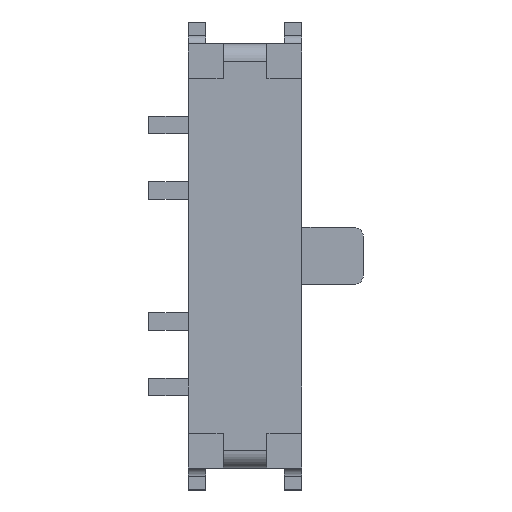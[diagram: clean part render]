
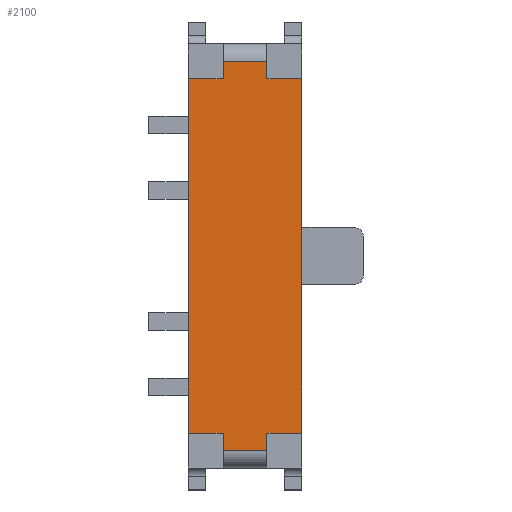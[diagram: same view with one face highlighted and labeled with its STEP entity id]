
A CAD part, top view. The second image highlights one B-rep face of the part: STEP entity #2100.
In plain terms, the highlighted planar face has unit normal (0, 0, 1).
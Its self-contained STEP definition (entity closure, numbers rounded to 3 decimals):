
#154=FACE_OUTER_BOUND('',#273,.T.);
#273=EDGE_LOOP('',(#1674,#1675,#1676,#1677,#1678,#1679,#1680,#1681,#1682,
#1683,#1684,#1685));
#476=LINE('',#3290,#735);
#477=LINE('',#3296,#736);
#502=LINE('',#3355,#761);
#505=LINE('',#3361,#764);
#506=LINE('',#3362,#765);
#507=LINE('',#3364,#766);
#508=LINE('',#3365,#767);
#509=LINE('',#3367,#768);
#510=LINE('',#3369,#769);
#511=LINE('',#3371,#770);
#512=LINE('',#3373,#771);
#513=LINE('',#3374,#772);
#735=VECTOR('',#2664,10.);
#736=VECTOR('',#2671,10.);
#761=VECTOR('',#2730,10.);
#764=VECTOR('',#2737,10.);
#765=VECTOR('',#2738,10.);
#766=VECTOR('',#2739,10.);
#767=VECTOR('',#2740,10.);
#768=VECTOR('',#2741,10.);
#769=VECTOR('',#2742,10.);
#770=VECTOR('',#2743,10.);
#771=VECTOR('',#2744,10.);
#772=VECTOR('',#2745,10.);
#969=VERTEX_POINT('',#3286);
#970=VERTEX_POINT('',#3288);
#971=VERTEX_POINT('',#3292);
#972=VERTEX_POINT('',#3294);
#988=VERTEX_POINT('',#3352);
#989=VERTEX_POINT('',#3354);
#990=VERTEX_POINT('',#3360);
#991=VERTEX_POINT('',#3363);
#992=VERTEX_POINT('',#3366);
#993=VERTEX_POINT('',#3368);
#994=VERTEX_POINT('',#3370);
#995=VERTEX_POINT('',#3372);
#1210=EDGE_CURVE('',#970,#969,#476,.T.);
#1213=EDGE_CURVE('',#972,#971,#477,.T.);
#1242=EDGE_CURVE('',#989,#988,#502,.T.);
#1245=EDGE_CURVE('',#990,#970,#505,.T.);
#1246=EDGE_CURVE('',#989,#990,#506,.T.);
#1247=EDGE_CURVE('',#991,#988,#507,.T.);
#1248=EDGE_CURVE('',#971,#991,#508,.T.);
#1249=EDGE_CURVE('',#992,#972,#509,.T.);
#1250=EDGE_CURVE('',#993,#992,#510,.T.);
#1251=EDGE_CURVE('',#993,#994,#511,.T.);
#1252=EDGE_CURVE('',#995,#994,#512,.T.);
#1253=EDGE_CURVE('',#969,#995,#513,.T.);
#1674=ORIENTED_EDGE('',*,*,#1210,.F.);
#1675=ORIENTED_EDGE('',*,*,#1245,.F.);
#1676=ORIENTED_EDGE('',*,*,#1246,.F.);
#1677=ORIENTED_EDGE('',*,*,#1242,.T.);
#1678=ORIENTED_EDGE('',*,*,#1247,.F.);
#1679=ORIENTED_EDGE('',*,*,#1248,.F.);
#1680=ORIENTED_EDGE('',*,*,#1213,.F.);
#1681=ORIENTED_EDGE('',*,*,#1249,.F.);
#1682=ORIENTED_EDGE('',*,*,#1250,.F.);
#1683=ORIENTED_EDGE('',*,*,#1251,.T.);
#1684=ORIENTED_EDGE('',*,*,#1252,.F.);
#1685=ORIENTED_EDGE('',*,*,#1253,.F.);
#1985=PLANE('',#2275);
#2100=ADVANCED_FACE('',(#154),#1985,.T.);
#2275=AXIS2_PLACEMENT_3D('',#3359,#2735,#2736);
#2664=DIRECTION('',(1.,0.,0.));
#2671=DIRECTION('',(-1.,0.,0.));
#2730=DIRECTION('',(0.,-1.,0.));
#2735=DIRECTION('center_axis',(0.,0.,1.));
#2736=DIRECTION('ref_axis',(0.,-1.,0.));
#2737=DIRECTION('',(0.,1.,0.));
#2738=DIRECTION('',(1.,0.,0.));
#2739=DIRECTION('',(-1.,0.,0.));
#2740=DIRECTION('',(0.,1.,0.));
#2741=DIRECTION('',(0.,-1.,0.));
#2742=DIRECTION('',(-1.,0.,0.));
#2743=DIRECTION('',(0.,1.,0.));
#2744=DIRECTION('',(1.,0.,0.));
#2745=DIRECTION('',(0.,-1.,0.));
#3286=CARTESIAN_POINT('',(0.5,4.45,0.7));
#3288=CARTESIAN_POINT('',(-0.5,4.45,0.7));
#3290=CARTESIAN_POINT('',(-0.45,4.45,0.7));
#3292=CARTESIAN_POINT('',(-0.5,-4.45,0.7));
#3294=CARTESIAN_POINT('',(0.5,-4.45,0.7));
#3296=CARTESIAN_POINT('',(0.45,-4.45,0.7));
#3352=CARTESIAN_POINT('',(-1.3,-4.05,0.7));
#3354=CARTESIAN_POINT('',(-1.3,4.05,0.7));
#3355=CARTESIAN_POINT('',(-1.3,-4.05,0.7));
#3359=CARTESIAN_POINT('Origin',(0.,0.,
0.7));
#3360=CARTESIAN_POINT('',(-0.5,4.05,0.7));
#3361=CARTESIAN_POINT('',(-0.5,2.025,0.7));
#3362=CARTESIAN_POINT('',(-0.65,4.05,0.7));
#3363=CARTESIAN_POINT('',(-0.5,-4.05,0.7));
#3364=CARTESIAN_POINT('',(-0.25,-4.05,0.7));
#3365=CARTESIAN_POINT('',(-0.5,-2.425,0.7));
#3366=CARTESIAN_POINT('',(0.5,-4.05,0.7));
#3367=CARTESIAN_POINT('',(0.5,-2.025,0.7));
#3368=CARTESIAN_POINT('',(1.3,-4.05,0.7));
#3369=CARTESIAN_POINT('',(0.65,-4.05,0.7));
#3370=CARTESIAN_POINT('',(1.3,4.05,0.7));
#3371=CARTESIAN_POINT('',(1.3,4.05,0.7));
#3372=CARTESIAN_POINT('',(0.5,4.05,0.7));
#3373=CARTESIAN_POINT('',(0.25,4.05,0.7));
#3374=CARTESIAN_POINT('',(0.5,2.425,0.7));
